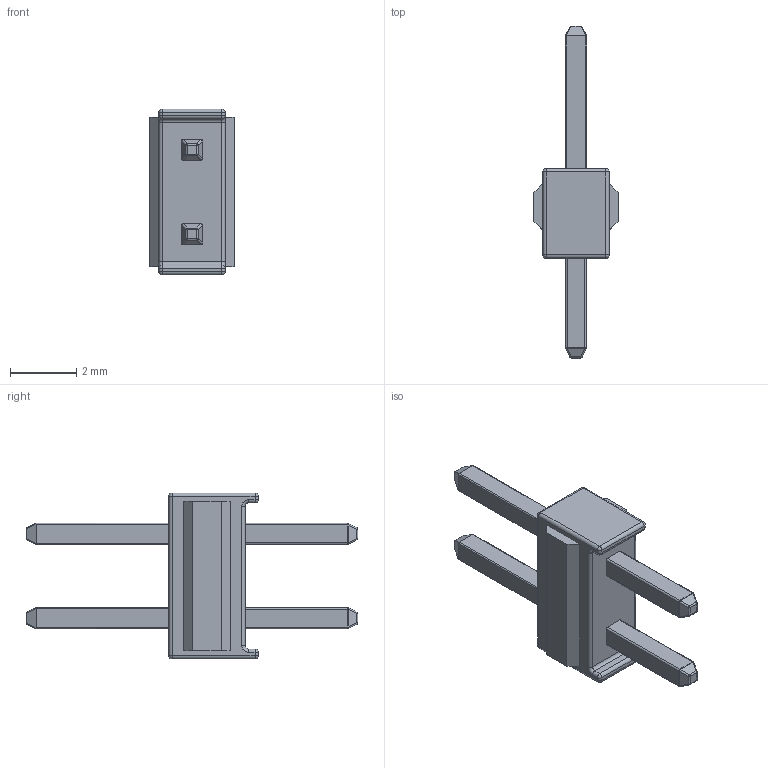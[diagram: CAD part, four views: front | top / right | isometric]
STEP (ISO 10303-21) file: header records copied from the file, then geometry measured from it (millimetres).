
FILE_DESCRIPTION (( 'STEP AP214' ), '1' );
FILE_NAME ('XG8T-0231.STEP', '2018-06-07T16:42:16', ( '' ), ( '' ), 'SwSTEP 2.0', 'SolidWorks 2014', '' );
FILE_SCHEMA (( 'AUTOMOTIVE_DESIGN' ));
Length unit declared in the file: millimetre
Products named in the file (2): 4,30mm Gold Contact two row format; XG8T-0231
Assembly tree (1 placements, depth 2):
  XG8T-0231
    4,30mm Gold Contact two row format
Bounding box: 2.54 x 10 x 5 mm (x, y, z)
Volume: 44.7 mm3; surface area: 133 mm2
Topology: 6 solids, 6 shells, 180 faces, 408 edges, 212 vertices
Faces by surface type: cylinder 80, plane 60, sphere 36, torus 4
Entity records: 5471 total; most frequent: DIRECTION 872, CARTESIAN_POINT 848, ORIENTED_EDGE 760, EDGE_CURVE 380, AXIS2_PLACEMENT_3D 332, VERTEX_POINT 212, VECTOR 208, LINE 208
